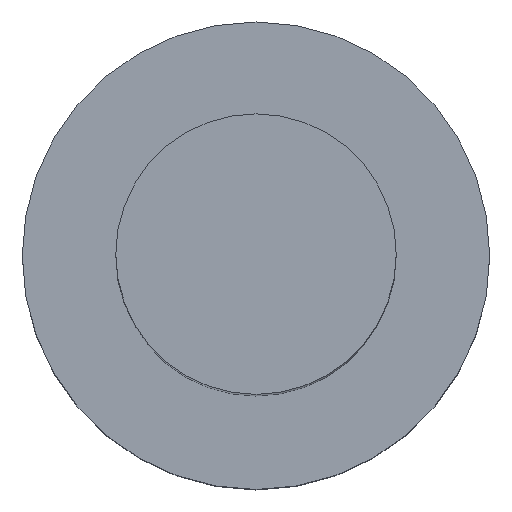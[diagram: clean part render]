
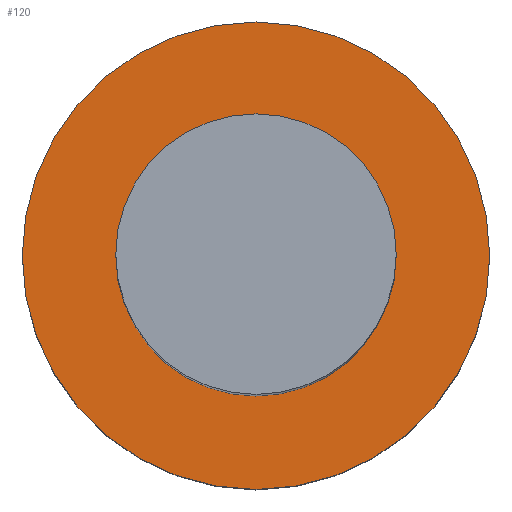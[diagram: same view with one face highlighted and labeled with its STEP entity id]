
A CAD part, top view. The second image highlights one B-rep face of the part: STEP entity #120.
In plain terms, the highlighted planar face has unit normal (0, 0, 1).
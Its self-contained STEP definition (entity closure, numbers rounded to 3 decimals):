
#1 = CARTESIAN_POINT ( 'NONE',  ( 0., 0., 6. ) ) ;
#5 = EDGE_CURVE ( 'NONE', #213, #87, #383, .T. ) ;
#9 = DIRECTION ( 'NONE',  ( 0., 0., 1. ) ) ;
#37 = EDGE_LOOP ( 'NONE', ( #96, #463 ) ) ;
#38 = DIRECTION ( 'NONE',  ( 1., 0., 0. ) ) ;
#54 = DIRECTION ( 'NONE',  ( 0., 0., 1. ) ) ;
#76 = CIRCLE ( 'NONE', #374, 5. ) ;
#87 = VERTEX_POINT ( 'NONE', #339 ) ;
#89 = FACE_BOUND ( 'NONE', #376, .T. ) ;
#96 = ORIENTED_EDGE ( 'NONE', *, *, #294, .T. ) ;
#110 = ORIENTED_EDGE ( 'NONE', *, *, #5, .F. ) ;
#120 = ADVANCED_FACE ( 'NONE', ( #89, #421 ), #163, .T. ) ;
#163 = PLANE ( 'NONE',  #413 ) ;
#181 = CARTESIAN_POINT ( 'NONE',  ( 0., 0., 6. ) ) ;
#185 = CIRCLE ( 'NONE', #451, 5. ) ;
#207 = AXIS2_PLACEMENT_3D ( 'NONE', #181, #9, #38 ) ;
#211 = DIRECTION ( 'NONE',  ( 1., 0., 0. ) ) ;
#213 = VERTEX_POINT ( 'NONE', #324 ) ;
#221 = CARTESIAN_POINT ( 'NONE',  ( 5., 0., 6. ) ) ;
#226 = EDGE_CURVE ( 'NONE', #435, #248, #76, .T. ) ;
#228 = CIRCLE ( 'NONE', #207, 3. ) ;
#239 = EDGE_CURVE ( 'NONE', #87, #213, #228, .T. ) ;
#246 = AXIS2_PLACEMENT_3D ( 'NONE', #400, #437, #211 ) ;
#247 = DIRECTION ( 'NONE',  ( 0., 0., 1. ) ) ;
#248 = VERTEX_POINT ( 'NONE', #434 ) ;
#274 = CARTESIAN_POINT ( 'NONE',  ( 0., 0., 6. ) ) ;
#282 = ORIENTED_EDGE ( 'NONE', *, *, #239, .F. ) ;
#294 = EDGE_CURVE ( 'NONE', #248, #435, #185, .T. ) ;
#324 = CARTESIAN_POINT ( 'NONE',  ( -3., 0., 6. ) ) ;
#339 = CARTESIAN_POINT ( 'NONE',  ( 3., 0., 6. ) ) ;
#357 = DIRECTION ( 'NONE',  ( 1., 0., 0. ) ) ;
#362 = CARTESIAN_POINT ( 'NONE',  ( 0., 0., 6. ) ) ;
#374 = AXIS2_PLACEMENT_3D ( 'NONE', #362, #247, #357 ) ;
#376 = EDGE_LOOP ( 'NONE', ( #110, #282 ) ) ;
#383 = CIRCLE ( 'NONE', #246, 3. ) ;
#400 = CARTESIAN_POINT ( 'NONE',  ( 0., 0., 6. ) ) ;
#413 = AXIS2_PLACEMENT_3D ( 'NONE', #274, #54, #452 ) ;
#421 = FACE_OUTER_BOUND ( 'NONE', #37, .T. ) ;
#431 = DIRECTION ( 'NONE',  ( 1., 0., 0. ) ) ;
#434 = CARTESIAN_POINT ( 'NONE',  ( -5., 0., 6. ) ) ;
#435 = VERTEX_POINT ( 'NONE', #221 ) ;
#436 = DIRECTION ( 'NONE',  ( 0., 0., 1. ) ) ;
#437 = DIRECTION ( 'NONE',  ( 0., 0., 1. ) ) ;
#451 = AXIS2_PLACEMENT_3D ( 'NONE', #1, #436, #431 ) ;
#452 = DIRECTION ( 'NONE',  ( 1., 0., 0. ) ) ;
#463 = ORIENTED_EDGE ( 'NONE', *, *, #226, .T. ) ;
